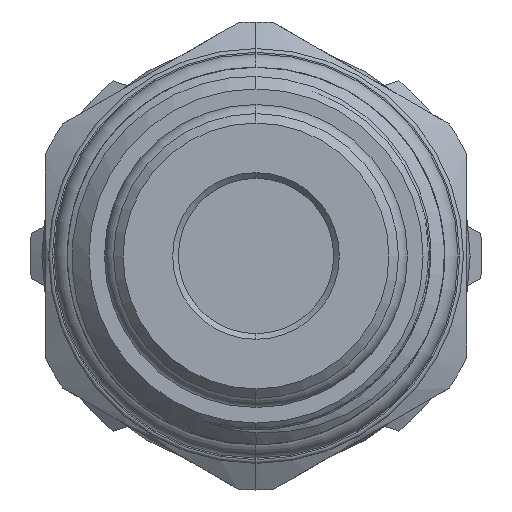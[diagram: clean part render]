
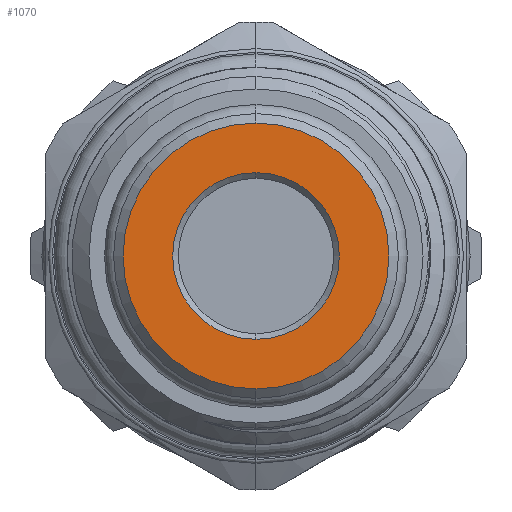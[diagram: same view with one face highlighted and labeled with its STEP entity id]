
A CAD part, left-side view. The second image highlights one B-rep face of the part: STEP entity #1070.
In plain terms, the highlighted planar face has unit normal (-1, 0, 0).
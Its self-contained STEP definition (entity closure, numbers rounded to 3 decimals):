
#14 = EDGE_CURVE ( 'NONE', #5458, #793, #1248, .T. ) ;
#42 = VERTEX_POINT ( 'NONE', #5805 ) ;
#96 = AXIS2_PLACEMENT_3D ( 'NONE', #7757, #5369, #9224 ) ;
#622 = CARTESIAN_POINT ( 'NONE',  ( 0., 0., 4.39 ) ) ;
#626 = DIRECTION ( 'NONE',  ( 1., 0., 0. ) ) ;
#682 = ORIENTED_EDGE ( 'NONE', *, *, #3937, .T. ) ;
#722 = ORIENTED_EDGE ( 'NONE', *, *, #14, .T. ) ;
#793 = VERTEX_POINT ( 'NONE', #622 ) ;
#1070 = ADVANCED_FACE ( 'NONE', ( #9429, #9543 ), #7785, .F. ) ;
#1212 = CARTESIAN_POINT ( 'NONE',  ( 0., 0., -7. ) ) ;
#1248 = CIRCLE ( 'NONE', #9569, 4.39 ) ;
#1251 = DIRECTION ( 'NONE',  ( 0., 0., -1. ) ) ;
#2076 = DIRECTION ( 'NONE',  ( 0., 0., -1. ) ) ;
#2676 = DIRECTION ( 'NONE',  ( 0., 0., -1. ) ) ;
#2712 = EDGE_LOOP ( 'NONE', ( #682, #722 ) ) ;
#2740 = ORIENTED_EDGE ( 'NONE', *, *, #6898, .T. ) ;
#3052 = VERTEX_POINT ( 'NONE', #1212 ) ;
#3446 = EDGE_LOOP ( 'NONE', ( #6790, #2740 ) ) ;
#3469 = CARTESIAN_POINT ( 'NONE',  ( 0., 0., 0. ) ) ;
#3937 = EDGE_CURVE ( 'NONE', #793, #5458, #6776, .T. ) ;
#4261 = DIRECTION ( 'NONE',  ( -1., 0., 0. ) ) ;
#4375 = CARTESIAN_POINT ( 'NONE',  ( 0., 0., 0. ) ) ;
#4460 = EDGE_CURVE ( 'NONE', #3052, #42, #7844, .T. ) ;
#4693 = CIRCLE ( 'NONE', #8528, 7. ) ;
#4847 = CARTESIAN_POINT ( 'NONE',  ( 0., 0., 0. ) ) ;
#5369 = DIRECTION ( 'NONE',  ( 1., 0., 0. ) ) ;
#5458 = VERTEX_POINT ( 'NONE', #7243 ) ;
#5601 = DIRECTION ( 'NONE',  ( -1., 0., 0. ) ) ;
#5805 = CARTESIAN_POINT ( 'NONE',  ( 0., 0., 7. ) ) ;
#6776 = CIRCLE ( 'NONE', #9725, 4.39 ) ;
#6790 = ORIENTED_EDGE ( 'NONE', *, *, #4460, .T. ) ;
#6898 = EDGE_CURVE ( 'NONE', #42, #3052, #4693, .T. ) ;
#7243 = CARTESIAN_POINT ( 'NONE',  ( 0., 0., -4.39 ) ) ;
#7757 = CARTESIAN_POINT ( 'NONE',  ( 0., 0., 0. ) ) ;
#7785 = PLANE ( 'NONE',  #96 ) ;
#7844 = CIRCLE ( 'NONE', #8078, 7. ) ;
#8078 = AXIS2_PLACEMENT_3D ( 'NONE', #4847, #5601, #8607 ) ;
#8528 = AXIS2_PLACEMENT_3D ( 'NONE', #3469, #4261, #1251 ) ;
#8607 = DIRECTION ( 'NONE',  ( 0., 0., -1. ) ) ;
#8801 = CARTESIAN_POINT ( 'NONE',  ( 0., 0., 0. ) ) ;
#9224 = DIRECTION ( 'NONE',  ( 0., 0., -1. ) ) ;
#9429 = FACE_BOUND ( 'NONE', #2712, .T. ) ;
#9543 = FACE_OUTER_BOUND ( 'NONE', #3446, .T. ) ;
#9569 = AXIS2_PLACEMENT_3D ( 'NONE', #8801, #9588, #2676 ) ;
#9588 = DIRECTION ( 'NONE',  ( 1., 0., 0. ) ) ;
#9725 = AXIS2_PLACEMENT_3D ( 'NONE', #4375, #626, #2076 ) ;
